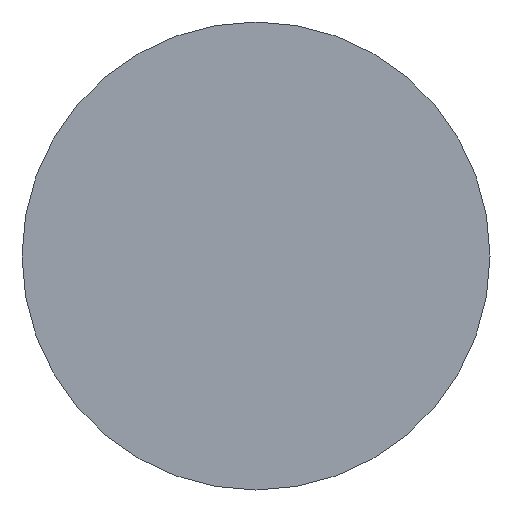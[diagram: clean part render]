
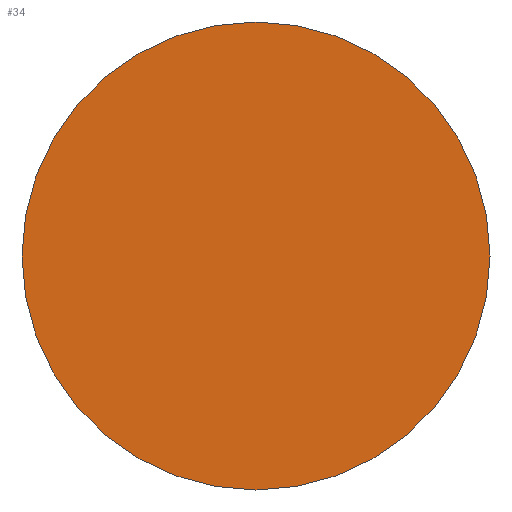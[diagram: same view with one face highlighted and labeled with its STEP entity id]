
A CAD part, front view. The second image highlights one B-rep face of the part: STEP entity #34.
In plain terms, the highlighted planar face has unit normal (0, -1, 0).
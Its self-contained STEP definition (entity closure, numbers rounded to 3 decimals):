
#14=ORIENTED_EDGE('',*,*,#18,.T.);
#18=EDGE_CURVE('',#20,#20,#22,.T.);
#20=VERTEX_POINT('',#72);
#22=CIRCLE('',#52,2.5);
#24=EDGE_LOOP('',(#14));
#28=FACE_BOUND('',#24,.T.);
#32=PLANE('',#51);
#34=ADVANCED_FACE('',(#28),#32,.T.);
#51=AXIS2_PLACEMENT_3D('',#70,#60,#61);
#52=AXIS2_PLACEMENT_3D('',#71,#62,#63);
#60=DIRECTION('',(0.,-1.,0.));
#61=DIRECTION('',(1.,0.,0.));
#62=DIRECTION('',(0.,-1.,0.));
#63=DIRECTION('',(1.,0.,0.));
#70=CARTESIAN_POINT('',(-13.,-1.5,0.));
#71=CARTESIAN_POINT('',(-13.,-1.5,0.));
#72=CARTESIAN_POINT('',(-10.5,-1.5,0.));
